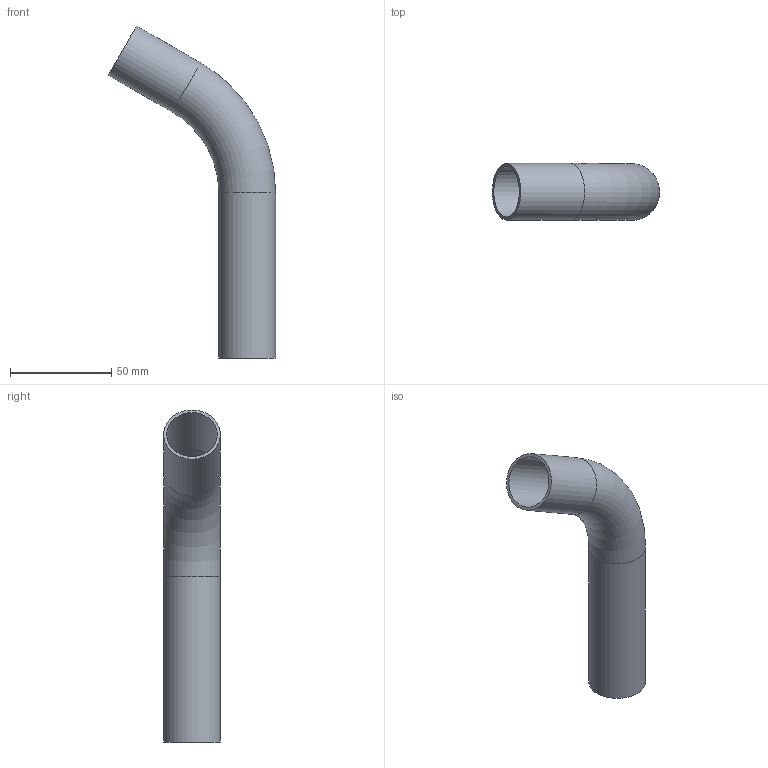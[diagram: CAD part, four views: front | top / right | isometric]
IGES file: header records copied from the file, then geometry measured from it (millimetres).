
Global section: file name: No Iges File Name specified; native system: Autodesk Inventor 2012; preprocessor: AutoDesk Inventor Iges Exporter R2012; author: aporro; date: 20130604.110405; units: millimetre
Bounding box: 82.49 x 28 x 163.62 mm (x, y, z)
Volume: 22546.8 mm3; surface area: 30312.1 mm2
Topology: 1 solids, 1 shells, 8 faces, 14 edges, 8 vertices
Faces by surface type: revolution 3, cylinder 2, plane 2, torus 1
Full cylindrical faces by diameter (mm): 28 x2
